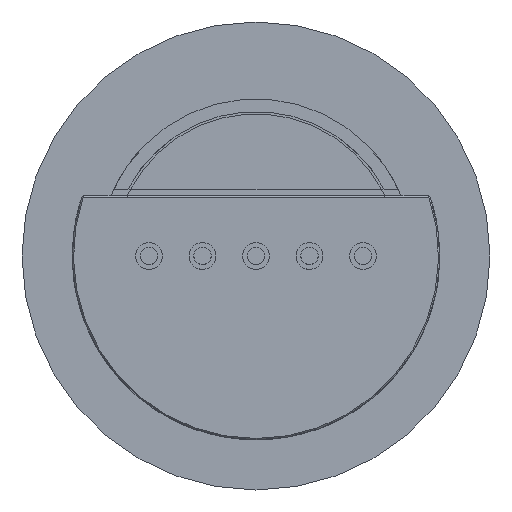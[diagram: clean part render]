
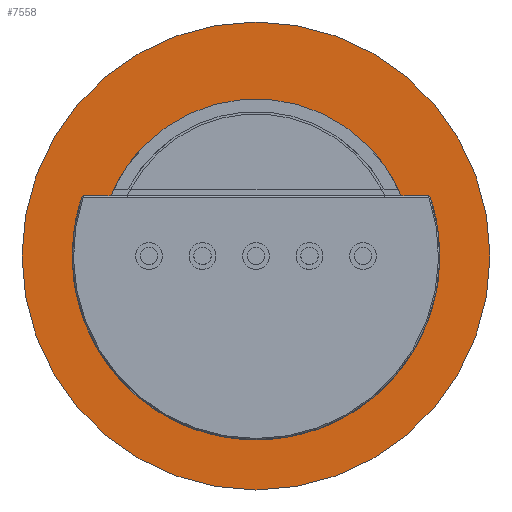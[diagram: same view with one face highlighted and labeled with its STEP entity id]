
A CAD part, front view. The second image highlights one B-rep face of the part: STEP entity #7558.
In plain terms, the highlighted planar face has unit normal (0, -1, 0).
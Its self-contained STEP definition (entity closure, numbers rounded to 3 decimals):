
#5 = DIRECTION ( 'NONE',  ( 0., 0., 1. ) ) ;
#20 = CARTESIAN_POINT ( 'NONE',  ( -2.75, 0.5, 0.4 ) ) ;
#194 = DIRECTION ( 'NONE',  ( 0., 1., 0. ) ) ;
#212 = EDGE_CURVE ( 'Defeature ausgef�hrt1_37+Defeature ausgef�hrt1_43+Defeature ausgef�hrt1_26+Defeature ausgef�hrt1_40', #4517, #2644, #294, .T. ) ;
#294 = CIRCLE ( 'NONE', #1531, 2.35 ) ;
#616 = AXIS2_PLACEMENT_3D ( 'NONE', #5844, #6992, #7070 ) ;
#788 = EDGE_CURVE ( 'Defeature ausgef�hrt1_37+Defeature ausgef�hrt1_35+Defeature ausgef�hrt1_35+Defeature ausgef�hrt1_35', #1057, #7910, #3236, .T. ) ;
#873 = EDGE_LOOP ( 'NONE', ( #1677, #1513, #5946, #3221, #1135, #2969 ) ) ;
#930 = LINE ( 'NONE', #20, #7210 ) ;
#972 = DIRECTION ( 'NONE',  ( 0., -1., 0. ) ) ;
#1057 = VERTEX_POINT ( 'NONE', #5395 ) ;
#1135 = ORIENTED_EDGE ( 'NONE', *, *, #2342, .T. ) ;
#1139 = VERTEX_POINT ( 'NONE', #7356 ) ;
#1369 = ORIENTED_EDGE ( 'NONE', *, *, #788, .T. ) ;
#1471 = AXIS2_PLACEMENT_3D ( 'NONE', #1822, #3688, #5 ) ;
#1486 = FACE_BOUND ( 'NONE', #873, .T. ) ;
#1513 = ORIENTED_EDGE ( 'NONE', *, *, #212, .T. ) ;
#1531 = AXIS2_PLACEMENT_3D ( 'NONE', #2071, #194, #3928 ) ;
#1677 = ORIENTED_EDGE ( 'NONE', *, *, #4102, .T. ) ;
#1788 = EDGE_CURVE ( 'Defeature ausgef�hrt1_37+Defeature ausgef�hrt1_35+Defeature ausgef�hrt1_35+Defeature ausgef�hrt1_35', #7910, #1057, #3114, .T. ) ;
#1822 = CARTESIAN_POINT ( 'NONE',  ( 0., 0.5, 0. ) ) ;
#1862 = ORIENTED_EDGE ( 'NONE', *, *, #1788, .T. ) ;
#1880 = CIRCLE ( 'NONE', #2334, 2.35 ) ;
#2011 = DIRECTION ( 'NONE',  ( 0., 0., -1. ) ) ;
#2071 = CARTESIAN_POINT ( 'NONE',  ( 0., 0.5, 0. ) ) ;
#2272 = CARTESIAN_POINT ( 'NONE',  ( 2.7, 0.5, 0.4 ) ) ;
#2334 = AXIS2_PLACEMENT_3D ( 'NONE', #5964, #6016, #4214 ) ;
#2342 = EDGE_CURVE ( 'Defeature ausgef�hrt1_37+Defeature ausgef�hrt1_25+Defeature ausgef�hrt1_42+Defeature ausgef�hrt1_24', #6644, #5484, #930, .T. ) ;
#2573 = CARTESIAN_POINT ( 'NONE',  ( -2.7, 0.5, 0.4 ) ) ;
#2620 = FACE_OUTER_BOUND ( 'NONE', #3718, .T. ) ;
#2644 = VERTEX_POINT ( 'NONE', #7639 ) ;
#2961 = EDGE_CURVE ( 'Defeature ausgef�hrt1_37+Defeature ausgef�hrt1_24+Defeature ausgef�hrt1_25+Defeature ausgef�hrt1_26', #5484, #4632, #5173, .T. ) ;
#2969 = ORIENTED_EDGE ( 'NONE', *, *, #2961, .T. ) ;
#3063 = AXIS2_PLACEMENT_3D ( 'NONE', #5094, #4994, #2011 ) ;
#3083 = DIRECTION ( 'NONE',  ( 1., 0., 0. ) ) ;
#3114 = CIRCLE ( 'NONE', #4361, 3.5 ) ;
#3221 = ORIENTED_EDGE ( 'NONE', *, *, #6134, .T. ) ;
#3236 = CIRCLE ( 'NONE', #616, 3.5 ) ;
#3383 = CARTESIAN_POINT ( 'NONE',  ( 0., 0.5, 0. ) ) ;
#3688 = DIRECTION ( 'NONE',  ( 0., 1., 0. ) ) ;
#3718 = EDGE_LOOP ( 'NONE', ( #1369, #1862 ) ) ;
#3928 = DIRECTION ( 'NONE',  ( 0., 0., 1. ) ) ;
#4102 = EDGE_CURVE ( 'Defeature ausgef�hrt1_37+Defeature ausgef�hrt1_26+Defeature ausgef�hrt1_24+Defeature ausgef�hrt1_43', #4632, #4517, #6303, .T. ) ;
#4214 = DIRECTION ( 'NONE',  ( 0., 0., 1. ) ) ;
#4361 = AXIS2_PLACEMENT_3D ( 'NONE', #3383, #972, #5316 ) ;
#4517 = VERTEX_POINT ( 'NONE', #6169 ) ;
#4632 = VERTEX_POINT ( 'NONE', #2573 ) ;
#4861 = CARTESIAN_POINT ( 'NONE',  ( -2.75, 0.5, 0.4 ) ) ;
#4994 = DIRECTION ( 'NONE',  ( 0., 1., 0. ) ) ;
#5094 = CARTESIAN_POINT ( 'NONE',  ( -3.5, 0.5, 0. ) ) ;
#5154 = DIRECTION ( 'NONE',  ( 0., 1., 0. ) ) ;
#5173 = CIRCLE ( 'NONE', #1471, 2.73 ) ;
#5236 = VECTOR ( 'NONE', #7319, 1000. ) ;
#5279 = CARTESIAN_POINT ( 'NONE',  ( 2.316, 0.5, 0.4 ) ) ;
#5316 = DIRECTION ( 'NONE',  ( 0., 0., 1. ) ) ;
#5395 = CARTESIAN_POINT ( 'NONE',  ( 0., 0.5, 3.5 ) ) ;
#5484 = VERTEX_POINT ( 'NONE', #2272 ) ;
#5844 = CARTESIAN_POINT ( 'NONE',  ( 0., 0.5, 0. ) ) ;
#5946 = ORIENTED_EDGE ( 'NONE', *, *, #6975, .T. ) ;
#5964 = CARTESIAN_POINT ( 'NONE',  ( 0., 0.5, 0. ) ) ;
#6016 = DIRECTION ( 'NONE',  ( 0., 1., 0. ) ) ;
#6134 = EDGE_CURVE ( 'Defeature ausgef�hrt1_37+Defeature ausgef�hrt1_42+Defeature ausgef�hrt1_40+Defeature ausgef�hrt1_25', #1139, #6644, #1880, .T. ) ;
#6169 = CARTESIAN_POINT ( 'NONE',  ( -2.316, 0.5, 0.4 ) ) ;
#6303 = LINE ( 'NONE', #4861, #5236 ) ;
#6416 = DIRECTION ( 'NONE',  ( 0., 0., 1. ) ) ;
#6644 = VERTEX_POINT ( 'NONE', #5279 ) ;
#6800 = AXIS2_PLACEMENT_3D ( 'NONE', #7483, #5154, #6416 ) ;
#6918 = PLANE ( 'NONE',  #3063 ) ;
#6975 = EDGE_CURVE ( 'Defeature ausgef�hrt1_37+Defeature ausgef�hrt1_40+Defeature ausgef�hrt1_43+Defeature ausgef�hrt1_42', #2644, #1139, #7702, .T. ) ;
#6992 = DIRECTION ( 'NONE',  ( 0., -1., 0. ) ) ;
#7070 = DIRECTION ( 'NONE',  ( 0., 0., 1. ) ) ;
#7210 = VECTOR ( 'NONE', #3083, 1000. ) ;
#7319 = DIRECTION ( 'NONE',  ( 1., 0., 0. ) ) ;
#7356 = CARTESIAN_POINT ( 'NONE',  ( 2.127, 0.5, 1. ) ) ;
#7483 = CARTESIAN_POINT ( 'NONE',  ( 0., 0.5, 0. ) ) ;
#7558 = ADVANCED_FACE ( 'Defeature ausgef�hrt1_37', ( #2620, #1486 ), #6918, .F. ) ;
#7639 = CARTESIAN_POINT ( 'NONE',  ( -2.127, 0.5, 1. ) ) ;
#7702 = CIRCLE ( 'NONE', #6800, 2.35 ) ;
#7849 = CARTESIAN_POINT ( 'NONE',  ( 0., 0.5, -3.5 ) ) ;
#7910 = VERTEX_POINT ( 'NONE', #7849 ) ;
